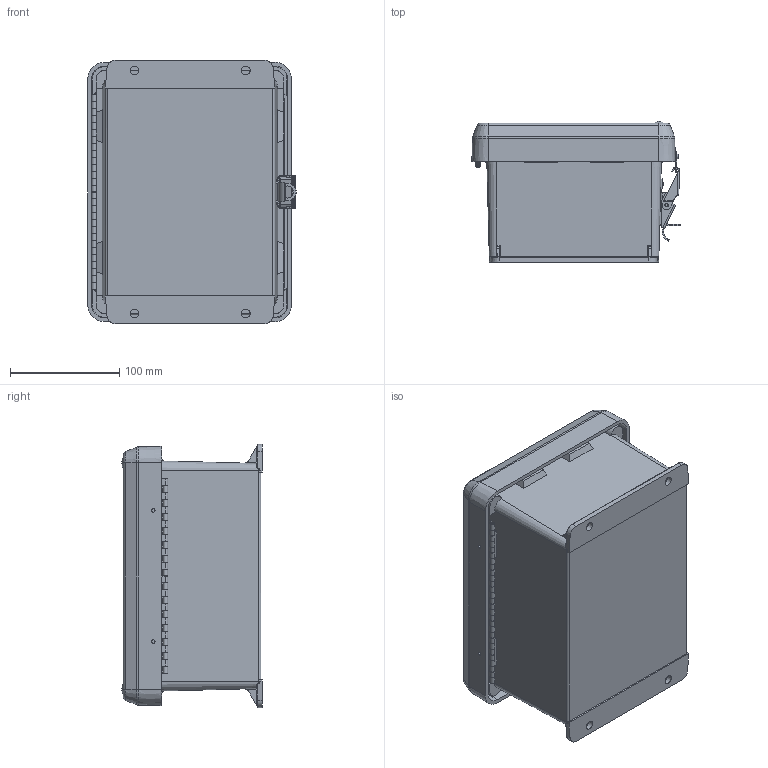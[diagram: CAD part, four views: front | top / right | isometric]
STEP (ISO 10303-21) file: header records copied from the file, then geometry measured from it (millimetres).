
FILE_DESCRIPTION (( 'STEP AP214' ), '1' );
FILE_NAME ('NB080604-KIT.STEP', '2018-01-24T14:22:16', ( '' ), ( '' ), 'SwSTEP 2.0', 'SolidWorks 2014', '' );
FILE_SCHEMA (( 'AUTOMOTIVE_DESIGN' ));
Length unit declared in the file: inch
Products named in the file (9): 1BE04-030; NB080604-DoorClasp-2; NB080604-DoorClasp-1; NB080604-Hinge; NB080604_lid; NB080604_box; NB080604-KIT; XFW-0002; 10-32 NEMA PLATE SCREW
Assembly tree (15 placements, depth 2):
  NB080604-KIT
    NB080604_box
    NB080604_lid
    NB080604-Hinge  x2
    NB080604-DoorClasp-1
    NB080604-DoorClasp-2
    1BE04-030
    10-32 NEMA PLATE SCREW  x4
    XFW-0002  x4
Bounding box: 190.41 x 128.64 x 240.87 mm (x, y, z)
Volume: 767034.9 mm3; surface area: 463387.5 mm2
Topology: 18 solids, 20 shells, 1442 faces, 3713 edges, 2346 vertices
Faces by surface type: plane 565, cylinder 527, cone 226, torus 76, bspline 44, sphere 4
Full cylindrical faces by diameter (mm): 3.15 x2, 3.175 x14, 3.302 x10, 4.064 x2, 6.241 x4, 6.35 x8, 8.128 x4, 9.296 x4, 9.525 x4, 10.16 x4, 11.024 x1
Entity records: 32944 total; most frequent: CARTESIAN_POINT 7089, DIRECTION 4991, ORIENTED_EDGE 4732, EDGE_CURVE 2366, AXIS2_PLACEMENT_3D 1868, VERTEX_POINT 1618, EDGE_LOOP 1384, LINE 1255
